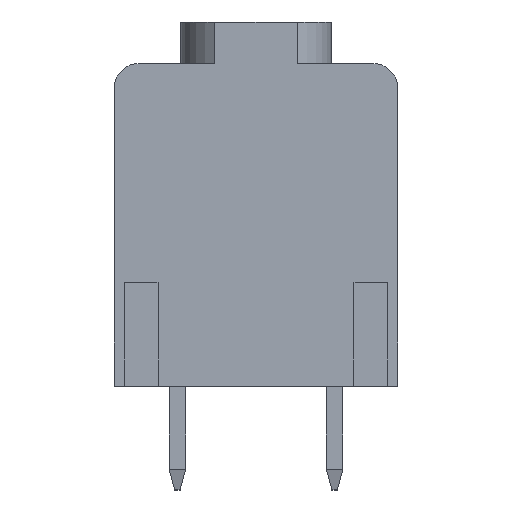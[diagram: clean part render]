
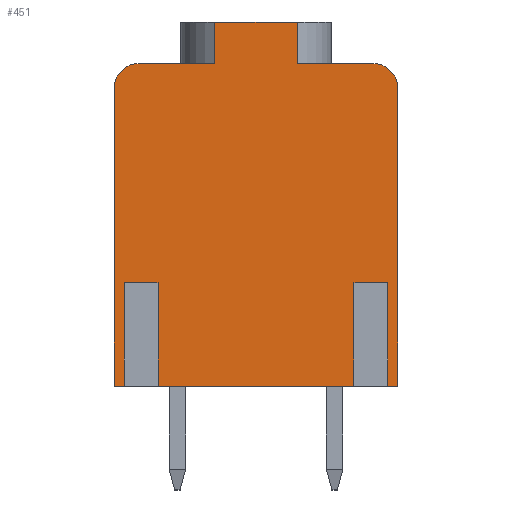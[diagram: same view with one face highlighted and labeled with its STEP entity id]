
A CAD part, top view. The second image highlights one B-rep face of the part: STEP entity #451.
In plain terms, the highlighted planar face has unit normal (0, 0, 1).
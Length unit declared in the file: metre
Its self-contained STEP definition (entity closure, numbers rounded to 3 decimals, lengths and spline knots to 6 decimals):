
#451=ADVANCED_FACE('',(#1269),#1270,.T.);
#1269=FACE_OUTER_BOUND('',#2481,.T.);
#1270=PLANE('',#2482);
#2481=EDGE_LOOP('',(#3922,#3923,#3924,#3925,#3926,#3927,#3928,#3929,#3930,#3931,#3932,#3933,#3934,#3935,#3936,#3937,#3938,#3939));
#2482=AXIS2_PLACEMENT_3D('',#3940,#3941,#3942);
#3922=ORIENTED_EDGE('',*,*,#7680,.T.);
#3923=ORIENTED_EDGE('',*,*,#7678,.T.);
#3924=ORIENTED_EDGE('',*,*,#7681,.F.);
#3925=ORIENTED_EDGE('',*,*,#7682,.F.);
#3926=ORIENTED_EDGE('',*,*,#7683,.T.);
#3927=ORIENTED_EDGE('',*,*,#7684,.T.);
#3928=ORIENTED_EDGE('',*,*,#7685,.F.);
#3929=ORIENTED_EDGE('',*,*,#7686,.T.);
#3930=ORIENTED_EDGE('',*,*,#7687,.T.);
#3931=ORIENTED_EDGE('',*,*,#7688,.T.);
#3932=ORIENTED_EDGE('',*,*,#7689,.T.);
#3933=ORIENTED_EDGE('',*,*,#7690,.T.);
#3934=ORIENTED_EDGE('',*,*,#7691,.F.);
#3935=ORIENTED_EDGE('',*,*,#7692,.T.);
#3936=ORIENTED_EDGE('',*,*,#7693,.T.);
#3937=ORIENTED_EDGE('',*,*,#7694,.F.);
#3938=ORIENTED_EDGE('',*,*,#7695,.F.);
#3939=ORIENTED_EDGE('',*,*,#7696,.F.);
#3940=CARTESIAN_POINT('',(0.15905,0.053756,-0.00685));
#3941=DIRECTION('',(0.,0.,1.0));
#3942=DIRECTION('',(0.0,-1.0,0.));
#7678=EDGE_CURVE('',#9298,#9302,#9304,.T.);
#7680=EDGE_CURVE('',#9306,#9298,#9307,.T.);
#7681=EDGE_CURVE('',#9308,#9302,#9309,.T.);
#7682=EDGE_CURVE('',#9310,#9308,#9311,.T.);
#7683=EDGE_CURVE('',#9310,#9312,#9313,.T.);
#7684=EDGE_CURVE('',#9312,#9314,#9315,.T.);
#7685=EDGE_CURVE('',#9316,#9314,#9317,.T.);
#7686=EDGE_CURVE('',#9316,#9318,#9319,.T.);
#7687=EDGE_CURVE('',#9318,#9320,#9321,.T.);
#7688=EDGE_CURVE('',#9320,#9322,#9323,.T.);
#7689=EDGE_CURVE('',#9322,#9324,#9325,.T.);
#7690=EDGE_CURVE('',#9324,#9326,#9327,.T.);
#7691=EDGE_CURVE('',#9328,#9326,#9329,.T.);
#7692=EDGE_CURVE('',#9328,#9330,#9331,.T.);
#7693=EDGE_CURVE('',#9330,#9332,#9333,.T.);
#7694=EDGE_CURVE('',#9334,#9332,#9335,.T.);
#7695=EDGE_CURVE('',#9336,#9334,#9337,.T.);
#7696=EDGE_CURVE('',#9306,#9336,#9338,.T.);
#9298=VERTEX_POINT('',#11891);
#9302=VERTEX_POINT('',#11897);
#9304=LINE('',#11900,#11901);
#9306=VERTEX_POINT('',#11903);
#9307=LINE('',#11904,#11905);
#9308=VERTEX_POINT('',#11906);
#9309=LINE('',#11907,#11908);
#9310=VERTEX_POINT('',#11909);
#9311=LINE('',#11910,#11911);
#9312=VERTEX_POINT('',#11912);
#9313=LINE('',#11913,#11914);
#9314=VERTEX_POINT('',#11915);
#9315=LINE('',#11916,#11917);
#9316=VERTEX_POINT('',#11918);
#9317=LINE('',#11919,#11920);
#9318=VERTEX_POINT('',#11921);
#9319=LINE('',#11922,#11923);
#9320=VERTEX_POINT('',#11924);
#9321=CIRCLE('',#11925,0.0012);
#9322=VERTEX_POINT('',#11926);
#9323=LINE('',#11927,#11928);
#9324=VERTEX_POINT('',#11929);
#9325=LINE('',#11930,#11931);
#9326=VERTEX_POINT('',#11932);
#9327=LINE('',#11933,#11934);
#9328=VERTEX_POINT('',#11935);
#9329=LINE('',#11936,#11937);
#9330=VERTEX_POINT('',#11938);
#9331=LINE('',#11939,#11940);
#9332=VERTEX_POINT('',#11941);
#9333=CIRCLE('',#11942,0.0012);
#9334=VERTEX_POINT('',#11943);
#9335=LINE('',#11944,#11945);
#9336=VERTEX_POINT('',#11946);
#9337=LINE('',#11947,#11948);
#9338=LINE('',#11949,#11950);
#11891=CARTESIAN_POINT('',(0.146819,0.058756,-0.00685));
#11897=CARTESIAN_POINT('',(0.146819,0.053756,-0.00685));
#11900=CARTESIAN_POINT('',(0.146819,0.053756,-0.00685));
#11901=VECTOR('',#15238,1.0);
#11903=CARTESIAN_POINT('',(0.146481,0.058756,-0.00685));
#11904=CARTESIAN_POINT('',(0.147246,0.058756,-0.00685));
#11905=VECTOR('',#15239,1.0);
#11906=CARTESIAN_POINT('',(0.157581,0.053756,-0.00685));
#11907=CARTESIAN_POINT('',(0.14795,0.053756,-0.00685));
#11908=VECTOR('',#15240,1.0);
#11909=CARTESIAN_POINT('',(0.157581,0.058756,-0.00685));
#11910=CARTESIAN_POINT('',(0.157581,0.053756,-0.00685));
#11911=VECTOR('',#15241,1.0);
#11912=CARTESIAN_POINT('',(0.157919,0.058756,-0.00685));
#11913=CARTESIAN_POINT('',(0.157154,0.058756,-0.00685));
#11914=VECTOR('',#15242,1.0);
#11915=CARTESIAN_POINT('',(0.157919,0.053756,-0.00685));
#11916=CARTESIAN_POINT('',(0.157919,0.053756,-0.00685));
#11917=VECTOR('',#15243,1.0);
#11918=CARTESIAN_POINT('',(0.15905,0.053756,-0.00685));
#11919=CARTESIAN_POINT('',(0.14795,0.053756,-0.00685));
#11920=VECTOR('',#15244,1.0);
#11921=CARTESIAN_POINT('',(0.15905,0.068156,-0.00685));
#11922=CARTESIAN_POINT('',(0.15905,0.070456,-0.00685));
#11923=VECTOR('',#15245,1.0);
#11924=CARTESIAN_POINT('',(0.15785,0.069356,-0.00685));
#11925=AXIS2_PLACEMENT_3D('',#15246,#15247,#15248);
#11926=CARTESIAN_POINT('',(0.1542,0.069356,-0.00685));
#11927=CARTESIAN_POINT('',(0.14535,0.069356,-0.00685));
#11928=VECTOR('',#15249,1.0);
#11929=CARTESIAN_POINT('',(0.1542,0.071356,-0.00685));
#11930=CARTESIAN_POINT('',(0.1542,0.069356,-0.00685));
#11931=VECTOR('',#15250,1.0);
#11932=CARTESIAN_POINT('',(0.1502,0.071356,-0.00685));
#11933=CARTESIAN_POINT('',(0.1502,0.071356,-0.00685));
#11934=VECTOR('',#15251,1.0);
#11935=CARTESIAN_POINT('',(0.1502,0.069356,-0.00685));
#11936=CARTESIAN_POINT('',(0.1502,0.069356,-0.00685));
#11937=VECTOR('',#15252,1.0);
#11938=CARTESIAN_POINT('',(0.14655,0.069356,-0.00685));
#11939=CARTESIAN_POINT('',(0.14535,0.069356,-0.00685));
#11940=VECTOR('',#15253,1.0);
#11941=CARTESIAN_POINT('',(0.14535,0.068156,-0.00685));
#11942=AXIS2_PLACEMENT_3D('',#15254,#15255,#15256);
#11943=CARTESIAN_POINT('',(0.14535,0.053756,-0.00685));
#11944=CARTESIAN_POINT('',(0.14535,0.070456,-0.00685));
#11945=VECTOR('',#15257,1.0);
#11946=CARTESIAN_POINT('',(0.146481,0.053756,-0.00685));
#11947=CARTESIAN_POINT('',(0.14795,0.053756,-0.00685));
#11948=VECTOR('',#15258,1.0);
#11949=CARTESIAN_POINT('',(0.146481,0.053756,-0.00685));
#11950=VECTOR('',#15259,1.0);
#15238=DIRECTION('',(0.,-1.0,0.));
#15239=DIRECTION('',(1.0,0.,0.));
#15240=DIRECTION('',(-1.0,0.,0.0));
#15241=DIRECTION('',(0.,-1.0,0.));
#15242=DIRECTION('',(1.0,0.,0.));
#15243=DIRECTION('',(0.,-1.0,0.));
#15244=DIRECTION('',(-1.0,0.,0.0));
#15245=DIRECTION('',(0.,1.0,0.));
#15246=CARTESIAN_POINT('',(0.15785,0.068156,-0.00685));
#15247=DIRECTION('',(0.,0.,1.0));
#15248=DIRECTION('',(0.0,-1.0,0.));
#15249=DIRECTION('',(-1.0,0.,0.));
#15250=DIRECTION('',(0.,1.0,0.));
#15251=DIRECTION('',(-1.0,0.0,0.0));
#15252=DIRECTION('',(0.,1.0,0.));
#15253=DIRECTION('',(-1.0,0.,0.));
#15254=CARTESIAN_POINT('',(0.14655,0.068156,-0.00685));
#15255=DIRECTION('',(0.,0.,1.0));
#15256=DIRECTION('',(0.0,-1.0,0.));
#15257=DIRECTION('',(0.,1.0,0.));
#15258=DIRECTION('',(-1.0,0.,0.0));
#15259=DIRECTION('',(0.,-1.0,0.));
